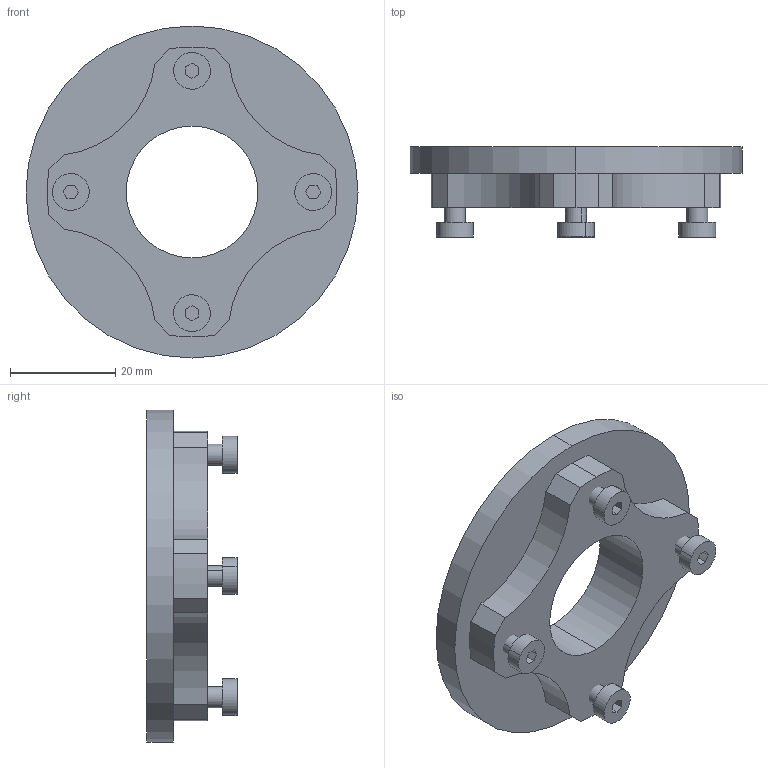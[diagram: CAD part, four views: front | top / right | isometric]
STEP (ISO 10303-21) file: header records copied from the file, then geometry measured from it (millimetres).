
FILE_DESCRIPTION(('STEP AP242'),'1');
FILE_NAME('10_01_30_00017.stp','2020-03-09T10:43:59',('TraceParts'),('TraceParts S.A.'),'Spatial InterOp 3D',' ',' ');
FILE_SCHEMA(('AP242_MANAGED_MODEL_BASED_3D_ENGINEERING_MIM_LF {1 0 10303 442 1 1 4}'));
Length unit declared in the file: millimetre
Products named in the file (1): 10_01_30_00017_1
Bounding box: 63 x 17.1 x 63 mm (x, y, z)
Volume: 21016 mm3; surface area: 9801.2 mm2
Topology: 5 solids, 5 shells, 89 faces, 210 edges, 140 vertices
Faces by surface type: plane 51, cylinder 38
Entity records: 3384 total; most frequent: DIRECTION 474, CARTESIAN_POINT 444, ORIENTED_EDGE 420, EDGE_CURVE 210, AXIS2_PLACEMENT_3D 170, VERTEX_POINT 140, LINE 134, VECTOR 134
